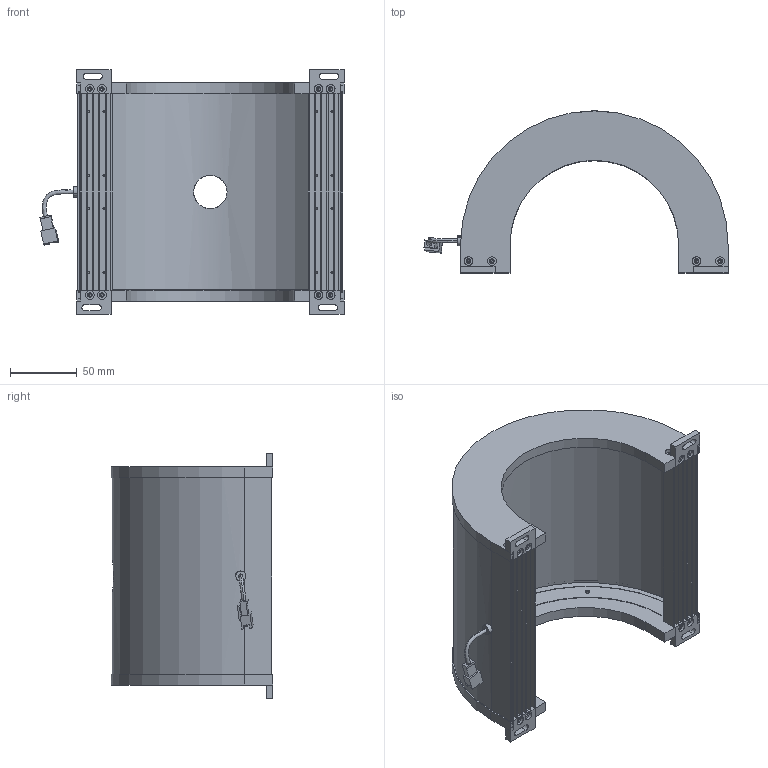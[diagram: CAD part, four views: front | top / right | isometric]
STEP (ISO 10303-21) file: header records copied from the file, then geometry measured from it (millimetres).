
FILE_DESCRIPTION (( 'STEP AP214' ), '1' );
FILE_NAME ('LT2WRH200-00-1-B-24V-ASSEMBLY.STEP', '2018-06-04T08:52:46', ( '' ), ( '' ), 'SwSTEP 2.0', 'SolidWorks 2016', '' );
FILE_SCHEMA (( 'AUTOMOTIVE_DESIGN' ));
Length unit declared in the file: millimetre
Products named in the file (13): IDT2-00-200-1-X-24V-04 (CASING-HEAT SINK); IDT2-00-200-1-X-24V-01 (SIDE PLATE)_IDT-00-200; IDT2-00-200-1-X-24V-03 (COVER-ALU PLATE)_IDT-00-200; IDT2-00-200-1-X-24V-02 (SIDE BRACKET A); IDT2-00-200-1-X-24V-LINK-PCB LAYOUT; PCB-LSN-00-72X19-1-W-24V; LT2WRH200-00-1-B-24V-ASSEMBLY; IDT2-00-200-1-X-24V-02 (SIDE BRACKET B); connecter and cable; 24V CONNECTER; CABLE 3MMX50CM; M5 CABLE CLAMP; IDT2-00-200-1-X-24V-05 (CABLE CLAMP)
Assembly tree (17 placements, depth 3):
  LT2WRH200-00-1-B-24V-ASSEMBLY
    IDT2-00-200-1-X-24V-03 (COVER-ALU PLATE)_IDT-00-200
    IDT2-00-200-1-X-24V-01 (SIDE PLATE)_IDT-00-200  x2
    IDT2-00-200-1-X-24V-02 (SIDE BRACKET A)  x2
    IDT2-00-200-1-X-24V-04 (CASING-HEAT SINK)  x2
    IDT2-00-200-1-X-24V-05 (CABLE CLAMP)
    connecter and cable
      M5 CABLE CLAMP
      CABLE 3MMX50CM
      24V CONNECTER
    IDT2-00-200-1-X-24V-02 (SIDE BRACKET B)  x2
    PCB-LSN-00-72X19-1-W-24V  x2
    IDT2-00-200-1-X-24V-LINK-PCB LAYOUT
Bounding box: 227.33 x 121 x 183 mm (x, y, z)
Volume: 265969.3 mm3; surface area: 240373.5 mm2
Topology: 16 solids, 16 shells, 546 faces, 1426 edges, 906 vertices
Faces by surface type: plane 269, cylinder 219, cone 48, torus 8, bspline 2
Entity records: 12308 total; most frequent: CARTESIAN_POINT 2695, DIRECTION 1826, ORIENTED_EDGE 1744, EDGE_CURVE 872, AXIS2_PLACEMENT_3D 625, VECTOR 576, LINE 576, VERTEX_POINT 571
